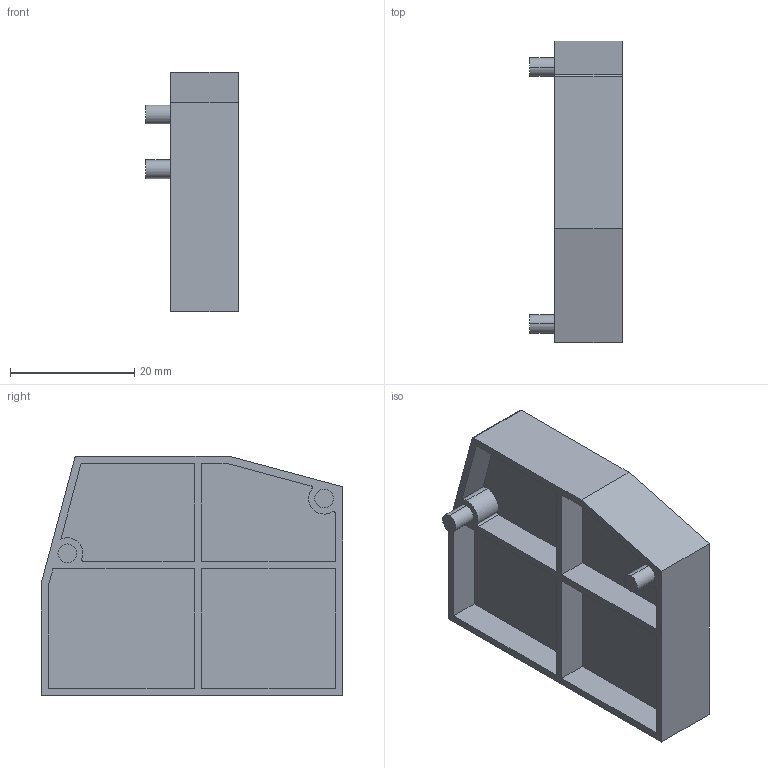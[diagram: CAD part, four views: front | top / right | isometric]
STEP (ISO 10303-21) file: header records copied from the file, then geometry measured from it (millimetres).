
FILE_DESCRIPTION(('CATIA V5 STEP Exchange','CAx-IF Rec.Pracs.--- Model Styling and Organization---1.2---2011-12-15'),'2;1');
FILE_NAME ('D1450266_0_1250590000_1250590000.stp','2018-09-20T16:02:30+00:00',('none'),('Weidmueller'),'CATIA Version 5-6 Release 2014','CATIA V5 STEP AP214','none');
FILE_SCHEMA(('AUTOMOTIVE_DESIGN { 1 0 10303 214 1 1 1 1 }'));
Length unit declared in the file: millimetre
Products named in the file (1): 1250590000
Bounding box: 14.9 x 48.5 x 38.5 mm (x, y, z)
Volume: 5602.8 mm3; surface area: 8416.8 mm2
Topology: 1 solids, 1 shells, 81 faces, 201 edges, 134 vertices
Faces by surface type: plane 56, cylinder 25
Entity records: 2142 total; most frequent: ORIENTED_EDGE 402, CARTESIAN_POINT 370, DIRECTION 269, EDGE_CURVE 201, VECTOR 151, LINE 151, VERTEX_POINT 134, EDGE_LOOP 93
